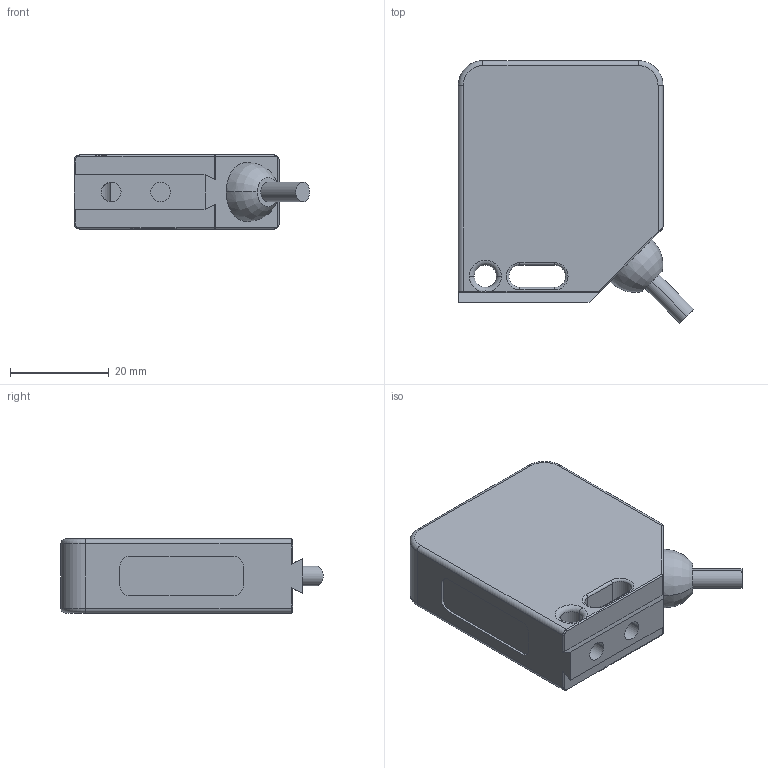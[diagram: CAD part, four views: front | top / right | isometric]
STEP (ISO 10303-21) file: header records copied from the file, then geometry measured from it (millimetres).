
FILE_DESCRIPTION((''),'2;1');
FILE_NAME('MLV12_115_E_F400396A','2006-01-03T',('Pepperl+Fuchs'),('Industriehansa'),'PRO/ENGINEER BY PARAMETRIC TECHNOLOGY CORPORATION, 2005290','PRO/ENGINEER BY PARAMETRIC TECHNOLOGY CORPORATION, 2005290','');
FILE_SCHEMA(('AUTOMOTIVE_DESIGN_CC2 { 1 2 10303 214 -1 1 5 2 }'));
Length unit declared in the file: millimetre
Products named in the file (1): MLV12_115_E_F400396A
Bounding box: 47.73 x 53.23 x 15 mm (x, y, z)
Volume: 27598.2 mm3; surface area: 7086.9 mm2
Topology: 1 solids, 1 shells, 84 faces, 213 edges, 142 vertices
Faces by surface type: cylinder 38, plane 21, torus 14, bspline 7, sphere 2, revolution 2
Entity records: 3566 total; most frequent: CARTESIAN_POINT 755, DIRECTION 438, ORIENTED_EDGE 404, PRESENTATION_STYLE_ASSIGNMENT 223, STYLED_ITEM 220, CURVE_STYLE 215, EDGE_CURVE 202, AXIS2_PLACEMENT_3D 169
